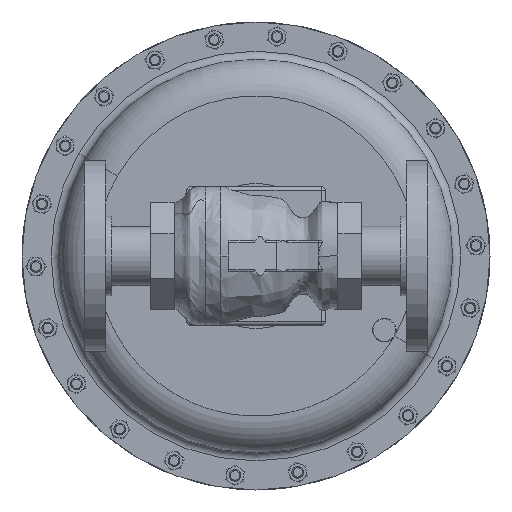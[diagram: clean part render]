
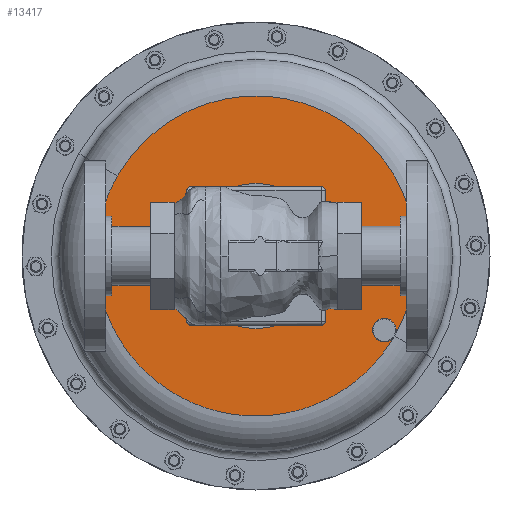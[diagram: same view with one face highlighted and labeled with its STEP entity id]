
A CAD part, front view. The second image highlights one B-rep face of the part: STEP entity #13417.
In plain terms, the highlighted planar face has unit normal (0, -1, 0).
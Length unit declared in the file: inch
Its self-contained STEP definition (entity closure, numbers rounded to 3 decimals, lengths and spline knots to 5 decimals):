
#477 = DIRECTION ( 'NONE',  ( 0., -1., 0. ) ) ;
#2913 = DIRECTION ( 'NONE',  ( -0.866, 0., 0.5 ) ) ;
#3008 = CIRCLE ( 'NONE', #3444, 0.375 ) ;
#3444 = AXIS2_PLACEMENT_3D ( 'NONE', #14333, #43459, #18515 ) ;
#4119 = EDGE_CURVE ( 'NONE', #48714, #20010, #15161, .T. ) ;
#4874 = ORIENTED_EDGE ( 'NONE', *, *, #4119, .F. ) ;
#5649 = VERTEX_POINT ( 'NONE', #27799 ) ;
#5858 = EDGE_CURVE ( 'NONE', #22044, #35659, #48285, .T. ) ;
#5987 = ORIENTED_EDGE ( 'NONE', *, *, #42578, .T. ) ;
#8644 = CARTESIAN_POINT ( 'NONE',  ( -4.43838, 8.918, 2.5625 ) ) ;
#8999 = EDGE_CURVE ( 'NONE', #35659, #22044, #9914, .T. ) ;
#9063 = CARTESIAN_POINT ( 'NONE',  ( 4.43838, 8.918, -2.5625 ) ) ;
#9590 = FACE_OUTER_BOUND ( 'NONE', #23815, .T. ) ;
#9914 = CIRCLE ( 'NONE', #34005, 2.325 ) ;
#12213 = DIRECTION ( 'NONE',  ( 0., 1., 0. ) ) ;
#13417 = ADVANCED_FACE ( 'NONE', ( #19355, #9590 ), #23659, .T. ) ;
#14333 = CARTESIAN_POINT ( 'NONE',  ( 4.11362, 8.918, -2.375 ) ) ;
#14488 = EDGE_CURVE ( 'NONE', #48714, #5649, #3008, .T. ) ;
#15161 = CIRCLE ( 'NONE', #47472, 5.125 ) ;
#16752 = CARTESIAN_POINT ( 'NONE',  ( 0., 8.918, 0. ) ) ;
#17191 = AXIS2_PLACEMENT_3D ( 'NONE', #49597, #24695, #53792 ) ;
#18515 = DIRECTION ( 'NONE',  ( 0.866, 0., -0.5 ) ) ;
#18549 = ORIENTED_EDGE ( 'NONE', *, *, #14488, .T. ) ;
#18867 = CARTESIAN_POINT ( 'NONE',  ( 0., 8.918, 2.325 ) ) ;
#19135 = AXIS2_PLACEMENT_3D ( 'NONE', #37160, #12213, #41313 ) ;
#19355 = FACE_BOUND ( 'NONE', #40072, .T. ) ;
#20010 = VERTEX_POINT ( 'NONE', #8644 ) ;
#20930 = DIRECTION ( 'NONE',  ( 0.866, 0., -0.5 ) ) ;
#22044 = VERTEX_POINT ( 'NONE', #41135 ) ;
#22070 = EDGE_CURVE ( 'NONE', #20010, #48714, #32499, .T. ) ;
#22897 = ORIENTED_EDGE ( 'NONE', *, *, #22070, .F. ) ;
#23659 = PLANE ( 'NONE',  #52213 ) ;
#23815 = EDGE_LOOP ( 'NONE', ( #4874, #18549, #5987, #22897 ) ) ;
#24261 = DIRECTION ( 'NONE',  ( 0., 1., 0. ) ) ;
#24695 = DIRECTION ( 'NONE',  ( 0., -1., 0. ) ) ;
#25442 = CARTESIAN_POINT ( 'NONE',  ( 0., 8.918, 0. ) ) ;
#25525 = AXIS2_PLACEMENT_3D ( 'NONE', #49185, #24261, #53370 ) ;
#27799 = CARTESIAN_POINT ( 'NONE',  ( 3.78886, 8.918, -2.1875 ) ) ;
#27879 = DIRECTION ( 'NONE',  ( 0., -1., 0. ) ) ;
#29615 = DIRECTION ( 'NONE',  ( 0., 0., -1. ) ) ;
#32499 = CIRCLE ( 'NONE', #19135, 5.125 ) ;
#34005 = AXIS2_PLACEMENT_3D ( 'NONE', #25442, #477, #29615 ) ;
#35659 = VERTEX_POINT ( 'NONE', #18867 ) ;
#37160 = CARTESIAN_POINT ( 'NONE',  ( 0., 8.918, 0. ) ) ;
#40072 = EDGE_LOOP ( 'NONE', ( #46606, #45239 ) ) ;
#41135 = CARTESIAN_POINT ( 'NONE',  ( 0., 8.918, -2.325 ) ) ;
#41313 = DIRECTION ( 'NONE',  ( 0.866, 0., -0.5 ) ) ;
#42578 = EDGE_CURVE ( 'NONE', #5649, #48714, #53550, .T. ) ;
#43459 = DIRECTION ( 'NONE',  ( 0., 1., 0. ) ) ;
#45239 = ORIENTED_EDGE ( 'NONE', *, *, #8999, .F. ) ;
#45865 = DIRECTION ( 'NONE',  ( 0., 1., 0. ) ) ;
#46606 = ORIENTED_EDGE ( 'NONE', *, *, #5858, .F. ) ;
#47472 = AXIS2_PLACEMENT_3D ( 'NONE', #16752, #45865, #20930 ) ;
#48285 = CIRCLE ( 'NONE', #17191, 2.325 ) ;
#48594 = CARTESIAN_POINT ( 'NONE',  ( -2.5625, 8.918, -4.43838 ) ) ;
#48714 = VERTEX_POINT ( 'NONE', #9063 ) ;
#49185 = CARTESIAN_POINT ( 'NONE',  ( 4.11362, 8.918, -2.375 ) ) ;
#49597 = CARTESIAN_POINT ( 'NONE',  ( 0., 8.918, 0. ) ) ;
#52213 = AXIS2_PLACEMENT_3D ( 'NONE', #48594, #27879, #2913 ) ;
#53370 = DIRECTION ( 'NONE',  ( 0.866, 0., -0.5 ) ) ;
#53550 = CIRCLE ( 'NONE', #25525, 0.375 ) ;
#53792 = DIRECTION ( 'NONE',  ( 0., 0., -1. ) ) ;
